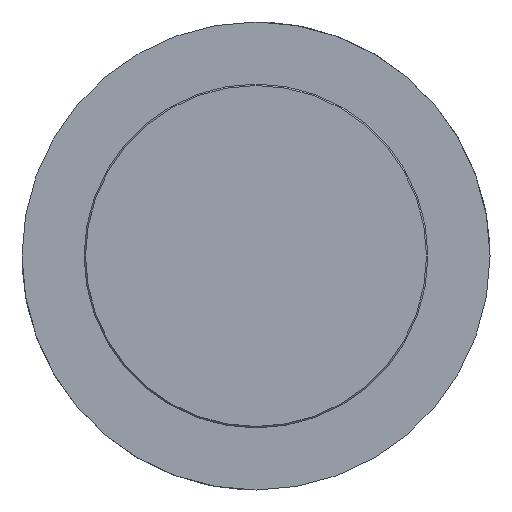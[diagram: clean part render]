
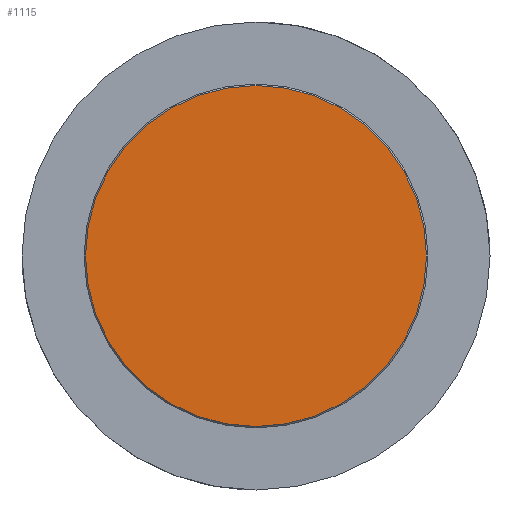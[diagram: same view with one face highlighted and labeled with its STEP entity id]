
A CAD part, front view. The second image highlights one B-rep face of the part: STEP entity #1115.
In plain terms, the highlighted planar face has unit normal (0, -1, 0).
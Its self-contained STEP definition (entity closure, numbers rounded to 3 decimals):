
#10=CARTESIAN_POINT('',(0.,-33.45,0.));
#11=DIRECTION('',(0.,-1.,0.));
#12=DIRECTION('',(0.,0.,-1.));
#13=AXIS2_PLACEMENT_3D('',#10,#11,#12);
#918=CARTESIAN_POINT('',(0.,-33.45,0.));
#919=DIRECTION('',(0.,1.,0.));
#920=DIRECTION('',(0.,0.,-1.));
#921=AXIS2_PLACEMENT_3D('',#918,#919,#920);
#955=CARTESIAN_POINT('',(0.,-33.45,-11.675));
#956=CARTESIAN_POINT('',(0.,-33.45,11.675));
#957=VERTEX_POINT('',#955);
#958=VERTEX_POINT('',#956);
#1104=CARTESIAN_POINT('',(0.,-33.45,0.));
#1105=DIRECTION('',(0.,-1.,0.));
#1106=DIRECTION('',(0.,0.,1.));
#1107=AXIS2_PLACEMENT_3D('',#1104,#1105,#1106);
#1108=PLANE('',#1107);
#1110=ORIENTED_EDGE('',*,*,#1109,.F.);
#1112=ORIENTED_EDGE('',*,*,#1111,.T.);
#1113=EDGE_LOOP('',(#1110,#1112));
#1114=FACE_OUTER_BOUND('',#1113,.F.);
#1115=ADVANCED_FACE('',(#1114),#1108,.T.);
#14=CIRCLE('',#13,11.675);
#922=CIRCLE('',#921,11.675);
#1109=EDGE_CURVE('',#957,#958,#14,.T.);
#1111=EDGE_CURVE('',#957,#958,#922,.T.);
